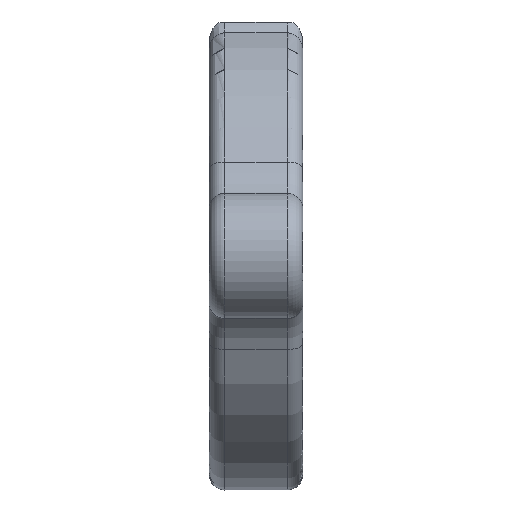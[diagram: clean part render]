
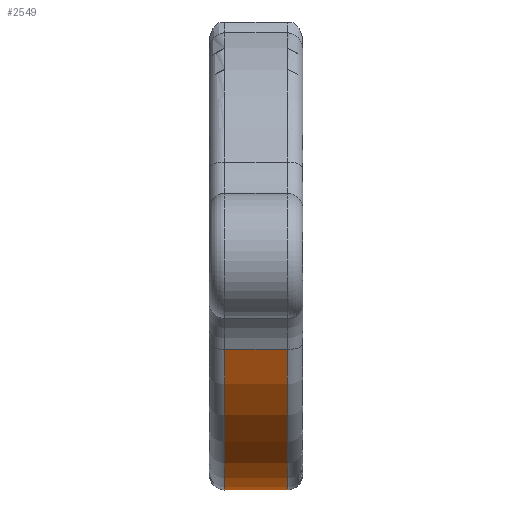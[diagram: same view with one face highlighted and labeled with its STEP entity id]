
A CAD part, left-side view. The second image highlights one B-rep face of the part: STEP entity #2549.
In plain terms, the highlighted cylindrical face has radius 15 mm (diameter 30 mm), a partial arc.
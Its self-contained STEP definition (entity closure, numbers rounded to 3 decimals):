
#105=CYLINDRICAL_SURFACE('',#2764,15.);
#207=LINE('',#6365,#354);
#208=LINE('',#6369,#355);
#354=VECTOR('',#3089,4.);
#355=VECTOR('',#3092,4.);
#489=CIRCLE('',#2765,15.);
#490=CIRCLE('',#2766,15.);
#567=FACE_OUTER_BOUND('',#734,.T.);
#734=EDGE_LOOP('',(#1844,#1845,#1846,#1847));
#1191=VERTEX_POINT('',#6363);
#1192=VERTEX_POINT('',#6364);
#1193=VERTEX_POINT('',#6366);
#1194=VERTEX_POINT('',#6368);
#1439=EDGE_CURVE('',#1191,#1192,#207,.F.);
#1440=EDGE_CURVE('',#1192,#1193,#489,.F.);
#1441=EDGE_CURVE('',#1194,#1193,#208,.T.);
#1442=EDGE_CURVE('',#1194,#1191,#490,.T.);
#1844=ORIENTED_EDGE('',*,*,#1439,.T.);
#1845=ORIENTED_EDGE('',*,*,#1440,.T.);
#1846=ORIENTED_EDGE('',*,*,#1441,.F.);
#1847=ORIENTED_EDGE('',*,*,#1442,.T.);
#2549=ADVANCED_FACE('',(#567),#105,.T.);
#2764=AXIS2_PLACEMENT_3D('',#6362,#3087,#3088);
#2765=AXIS2_PLACEMENT_3D('',#6367,#3090,#3091);
#2766=AXIS2_PLACEMENT_3D('',#6370,#3093,#3094);
#3087=DIRECTION('center_axis',(0.,-1.,0.));
#3088=DIRECTION('ref_axis',(0.,0.,-1.));
#3089=DIRECTION('',(0.,-1.,0.));
#3090=DIRECTION('center_axis',(0.,1.,0.));
#3091=DIRECTION('ref_axis',(0.,0.,1.));
#3092=DIRECTION('',(0.,1.,0.));
#3093=DIRECTION('center_axis',(0.,1.,0.));
#3094=DIRECTION('ref_axis',(0.,0.,1.));
#6362=CARTESIAN_POINT('Origin',(40.,6.,0.));
#6363=CARTESIAN_POINT('',(26.252,1.,-6.));
#6364=CARTESIAN_POINT('',(26.252,5.,-6.));
#6365=CARTESIAN_POINT('',(26.252,5.,-6.));
#6366=CARTESIAN_POINT('',(53.969,5.,-5.465));
#6367=CARTESIAN_POINT('Origin',(40.,5.,0.));
#6368=CARTESIAN_POINT('',(53.969,1.,-5.465));
#6369=CARTESIAN_POINT('',(53.969,1.,-5.465));
#6370=CARTESIAN_POINT('Origin',(40.,1.,0.));
